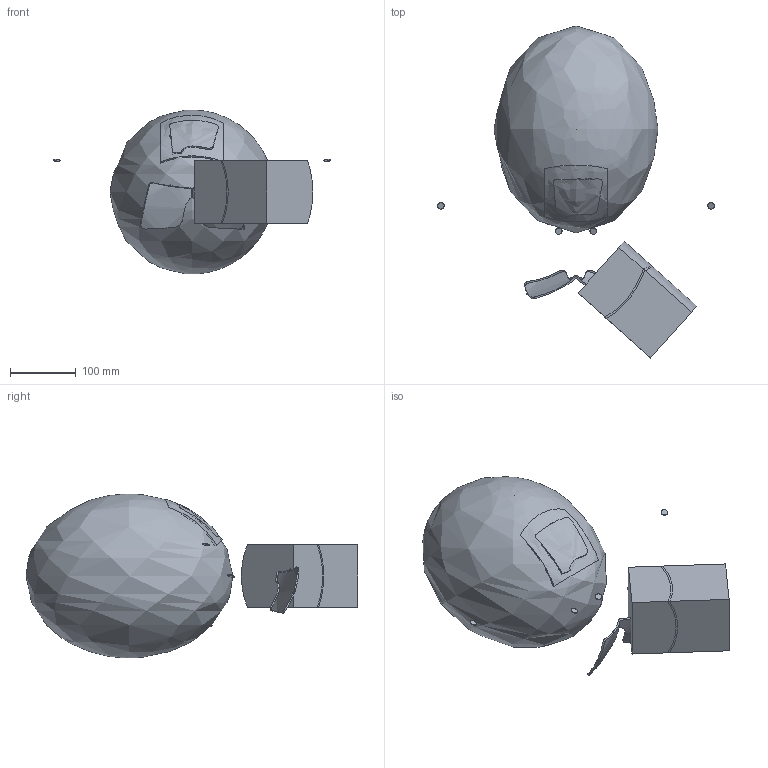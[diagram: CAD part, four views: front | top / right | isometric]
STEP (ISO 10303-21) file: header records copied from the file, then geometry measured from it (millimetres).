
FILE_DESCRIPTION( ( '' ), ' ' );
FILE_NAME( '5b0ddcfdb870d30edb8f0a0b.step', '2018-05-29T23:06:37', ( '' ), ( '' ), ' ', ' ', ' ' );
FILE_SCHEMA( ( 'AUTOMOTIVE_DESIGN { 1 0 10303 214 1 1 1 1 }' ) );
Length unit declared in the file: metre
Products named in the file (16): Foci 2 - Right; Foci 1 - Right; Part 14; Final Reflector - Oriented to origin; Part 12; Part 11; Part 10; Foci 2 - Left; Foci 1 - Left; Final Reflector; Raw cut blank; Foci 2 - Blank; Foci 1 - Blank; Blank Oriented to origin; Lens cutout; Ellipsoid
Bounding box: 422.05 x 505.96 x 249.95 mm (x, y, z)
Volume: 11774639.8 mm3; surface area: 349415.6 mm2
Topology: 9 solids, 17 shells, 111 faces, 282 edges, 188 vertices
Faces by surface type: cylinder 58, plane 42, bspline 8, extrusion 3
Full cylindrical faces by diameter (mm): 10 x6
Entity records: 6300 total; most frequent: CARTESIAN_POINT 2741, ORIENTED_EDGE 546, DIRECTION 366, EDGE_CURVE 273, VERTEX_POINT 190, B_SPLINE_CURVE_WITH_KNOTS 159, AXIS2_PLACEMENT_3D 134, FACE_OUTER_BOUND 129
